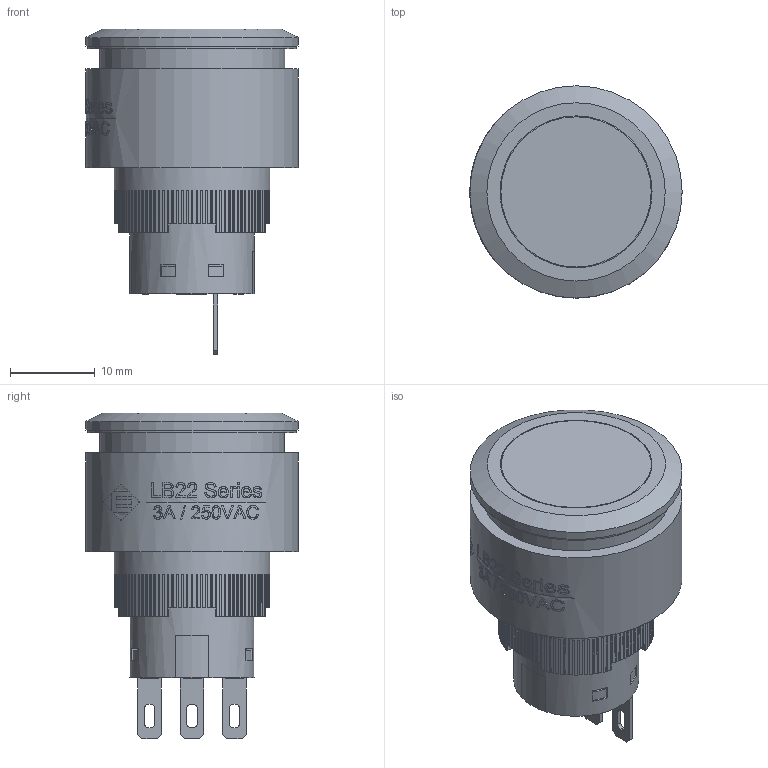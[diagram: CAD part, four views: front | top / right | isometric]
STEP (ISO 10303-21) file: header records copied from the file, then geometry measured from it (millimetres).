
FILE_DESCRIPTION(/* description */ (''),/* implementation_level */ '2;1');
FILE_NAME(/* name */ 'LB22F2xx7.stp',/* time_stamp */ '2022-08-18T15:02:22-05:00',/* author */ ('mroman'),/* organization */ (''),/* preprocessor_version */ 'ST-DEVELOPER v18.1',/* originating_system */ 'Autodesk Inventor 2020',/* authorisation */ '');
FILE_SCHEMA (('AUTOMOTIVE_DESIGN { 1 0 10303 214 3 1 1 }'));
Length unit declared in the file: millimetre
Products named in the file (1): LB22F2xx7
Bounding box: 25.01 x 25 x 38.39 mm (x, y, z)
Volume: 6733.2 mm3; surface area: 8434.6 mm2
Topology: 2 solids, 2 shells, 967 faces, 2758 edges, 1839 vertices
Faces by surface type: plane 692, bspline 185, cylinder 81, torus 6, cone 3
Full cylindrical faces by diameter (mm): 13.3 x1, 13.394 x1, 14.7 x1, 15.3 x1, 16 x1, 16.1 x1, 16.12 x2, 16.2 x2, 16.4 x1, 17.9 x1, 17.904 x1, 18.3 x1, 21.8 x1, 22.1 x1, 24.6 x1, 25 x2
Entity records: 35615 total; most frequent: CARTESIAN_POINT 11036, ORIENTED_EDGE 5516, DIRECTION 4505, EDGE_CURVE 2758, VERTEX_POINT 1839, LINE 1793, VECTOR 1793, AXIS2_PLACEMENT_3D 1356
